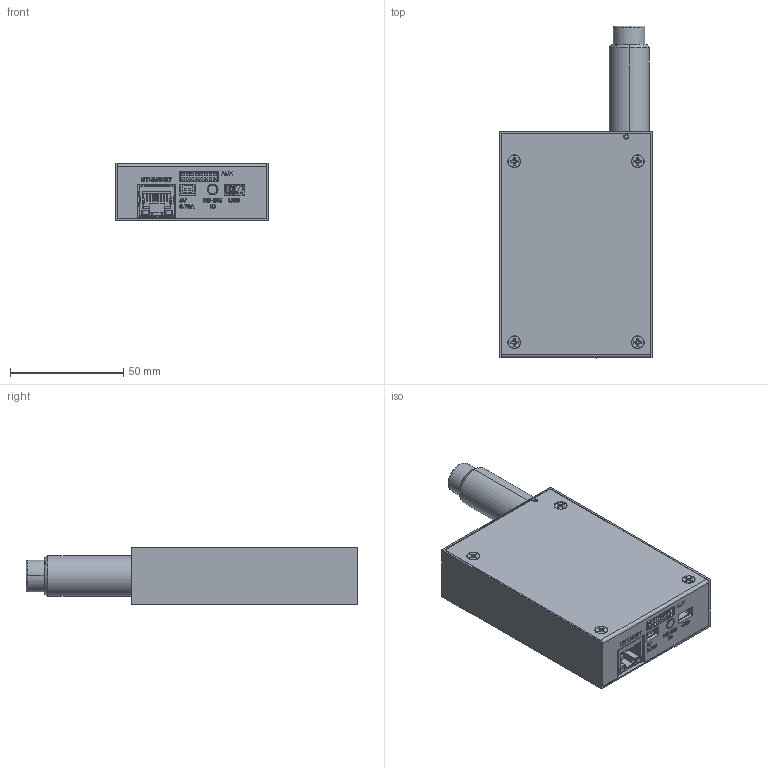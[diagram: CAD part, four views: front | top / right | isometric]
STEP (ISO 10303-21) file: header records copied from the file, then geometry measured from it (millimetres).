
FILE_DESCRIPTION((''),'2;1');
FILE_NAME('X123.stp','2011-03-22T11:39:21',('fhillhouse'),(''),'Autodesk Inventor 8','Autodesk Inventor 8','');
FILE_SCHEMA(('AUTOMOTIVE_DESIGN { 1 0 10303 214 1 1 1 1 }'));
Length unit declared in the file: inch
Products named in the file (1): Part2
Bounding box: 67.82 x 146.77 x 25.37 mm (x, y, z)
Volume: 1059.4 mm3; surface area: 54493.9 mm2
Topology: 12 solids, 13 shells, 2780 faces, 7178 edges, 4489 vertices
Faces by surface type: plane 1141, cylinder 711, cone 652, bspline 274, torus 2
Entity records: 104897 total; most frequent: CARTESIAN_POINT 38860, ORIENTED_EDGE 14292, DIRECTION 12541, EDGE_CURVE 7146, VERTEX_POINT 4489, VECTOR 4289, LINE 4289, AXIS2_PLACEMENT_3D 4126
